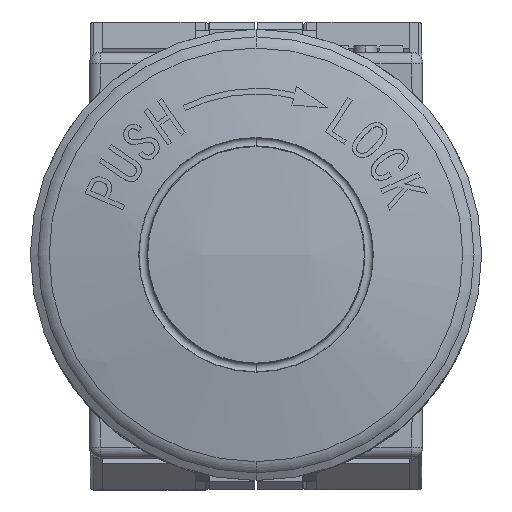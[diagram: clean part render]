
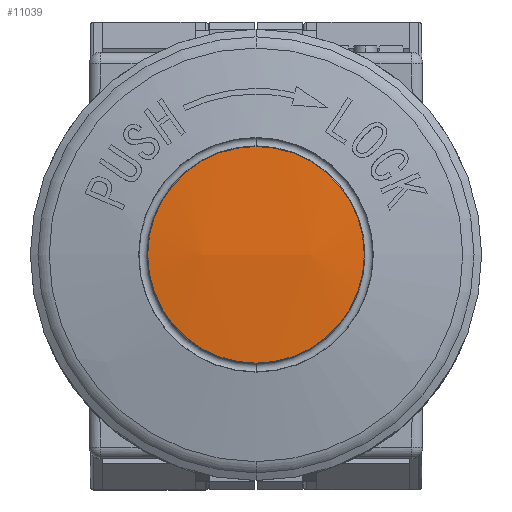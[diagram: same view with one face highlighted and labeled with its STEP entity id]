
A CAD part, top view. The second image highlights one B-rep face of the part: STEP entity #11039.
In plain terms, the highlighted spherical face has radius 80 mm.
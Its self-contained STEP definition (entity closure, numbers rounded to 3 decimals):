
#294 = AXIS2_PLACEMENT_3D ( 'NONE', #25557, #22785, #20016 ) ;
#1739 = DIRECTION ( 'NONE',  ( 0., 1., 0. ) ) ;
#1994 = DIRECTION ( 'NONE',  ( 0., 0., -1. ) ) ;
#2357 = AXIS2_PLACEMENT_3D ( 'NONE', #7261, #4491, #1739 ) ;
#2382 = SPHERICAL_SURFACE ( 'NONE', #294, 80. ) ;
#2911 = ORIENTED_EDGE ( 'NONE', *, *, #18340, .F. ) ;
#3130 = CIRCLE ( 'NONE', #2357, 9.603 ) ;
#4491 = DIRECTION ( 'NONE',  ( 0., 0., -1. ) ) ;
#7261 = CARTESIAN_POINT ( 'NONE',  ( 0., 0., 47.522 ) ) ;
#9844 = AXIS2_PLACEMENT_3D ( 'NONE', #13039, #1994, #26192 ) ;
#9892 = ORIENTED_EDGE ( 'NONE', *, *, #17405, .F. ) ;
#11039 = ADVANCED_FACE ( 'NONE', ( #19596 ), #2382, .T. ) ;
#13039 = CARTESIAN_POINT ( 'NONE',  ( 0., 0., 47.522 ) ) ;
#13535 = CIRCLE ( 'NONE', #9844, 9.603 ) ;
#15894 = VERTEX_POINT ( 'NONE', #17964 ) ;
#17405 = EDGE_CURVE ( 'NONE', #20283, #15894, #3130, .T. ) ;
#17964 = CARTESIAN_POINT ( 'NONE',  ( 0., -9.603, 47.522 ) ) ;
#18340 = EDGE_CURVE ( 'NONE', #15894, #20283, #13535, .T. ) ;
#19596 = FACE_OUTER_BOUND ( 'NONE', #25917, .T. ) ;
#20016 = DIRECTION ( 'NONE',  ( 0., 0.121, 0.993 ) ) ;
#20283 = VERTEX_POINT ( 'NONE', #23140 ) ;
#22785 = DIRECTION ( 'NONE',  ( 0., -0.993, 0.121 ) ) ;
#23140 = CARTESIAN_POINT ( 'NONE',  ( 0., 9.603, 47.522 ) ) ;
#25557 = CARTESIAN_POINT ( 'NONE',  ( 0., 0., -31.9 ) ) ;
#25917 = EDGE_LOOP ( 'NONE', ( #9892, #2911 ) ) ;
#26192 = DIRECTION ( 'NONE',  ( 0., 1., 0. ) ) ;
